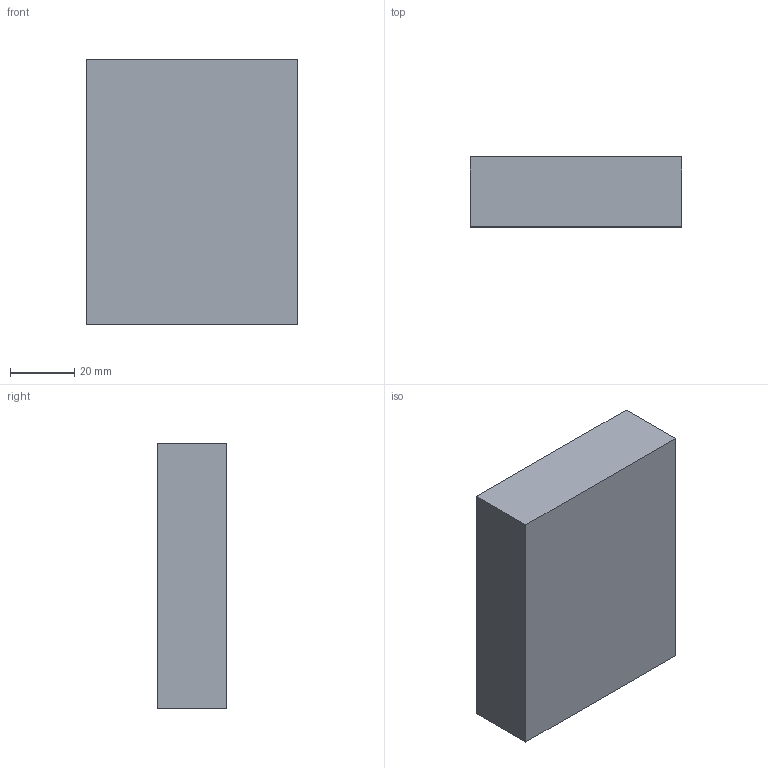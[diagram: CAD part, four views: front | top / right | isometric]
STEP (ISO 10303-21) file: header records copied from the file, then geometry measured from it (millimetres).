
FILE_DESCRIPTION (( 'STEP AP214' ), '1' );
FILE_NAME ('21700.STEP', '2021-01-01T03:25:14', ( '' ), ( '' ), 'SwSTEP 2.0', 'SolidWorks 2018', '' );
FILE_SCHEMA (( 'AUTOMOTIVE_DESIGN' ));
Length unit declared in the file: inch
Products named in the file (3): 21700_Cell; 21700; 21700bat
Assembly tree (4 placements, depth 2):
  21700
    21700bat
    21700_Cell  x3
Bounding box: 66 x 21.8 x 83 mm (x, y, z)
Volume: 81850.9 mm3; surface area: 39489.1 mm2
Topology: 4 solids, 4 shells, 1199 faces, 3459 edges, 2302 vertices
Faces by surface type: bspline 855, plane 215, cylinder 105, torus 24
Entity records: 20075 total; most frequent: CARTESIAN_POINT 10736, ORIENTED_EDGE 2338, EDGE_CURVE 1169, DIRECTION 949, VERTEX_POINT 778, B_SPLINE_CURVE_WITH_KNOTS 588, LINE 427, VECTOR 427
